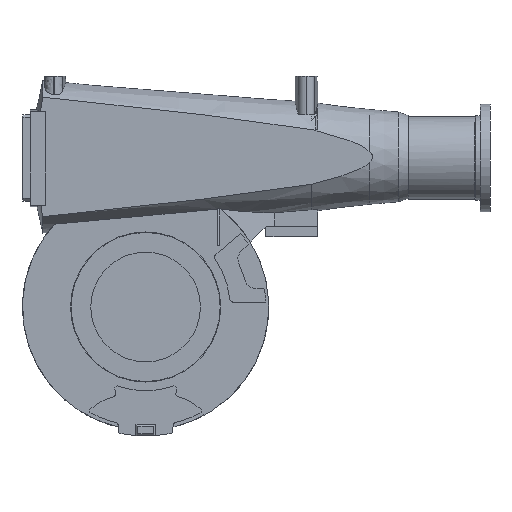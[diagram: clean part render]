
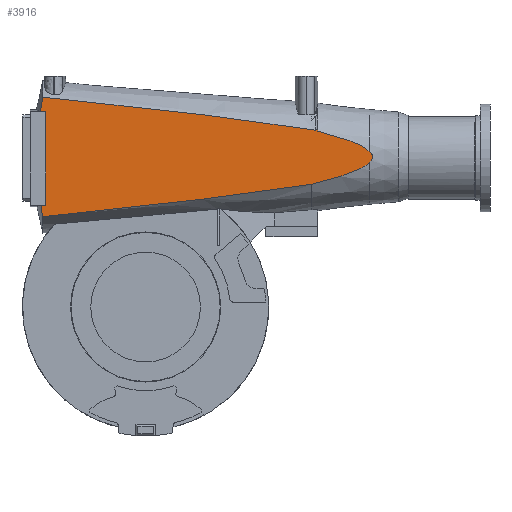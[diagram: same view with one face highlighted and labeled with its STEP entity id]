
A CAD part, front view. The second image highlights one B-rep face of the part: STEP entity #3916.
In plain terms, the highlighted planar face has unit normal (0, -1, 0).
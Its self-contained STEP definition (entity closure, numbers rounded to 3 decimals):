
#48=PLANE('',#4170);
#239=LINE('',#5793,#653);
#240=LINE('',#5795,#654);
#241=LINE('',#5797,#655);
#242=LINE('',#5808,#656);
#653=VECTOR('',#4567,10.);
#654=VECTOR('',#4568,10.);
#655=VECTOR('',#4569,10.);
#656=VECTOR('',#4570,10.);
#1075=FACE_OUTER_BOUND('',#1297,.T.);
#1297=EDGE_LOOP('',(#2784,#2785,#2786,#2787,#2788,#2789,#2790,#2791,#2792,
#2793,#2794,#2795));
#1683=(
BOUNDED_CURVE()
B_SPLINE_CURVE(2,(#5571,#5572,#5573),.UNSPECIFIED.,.F.,.F.)
B_SPLINE_CURVE_WITH_KNOTS((3,3),(1.014,6.637),
 .UNSPECIFIED.)
CURVE()
GEOMETRIC_REPRESENTATION_ITEM()
RATIONAL_B_SPLINE_CURVE((1.022,1.079,1.091))
REPRESENTATION_ITEM('')
);
#1684=(
BOUNDED_CURVE()
B_SPLINE_CURVE(2,(#5579,#5580,#5581),.UNSPECIFIED.,.F.,.F.)
B_SPLINE_CURVE_WITH_KNOTS((3,3),(9.612,15.587),
 .UNSPECIFIED.)
CURVE()
GEOMETRIC_REPRESENTATION_ITEM()
RATIONAL_B_SPLINE_CURVE((1.091,1.078,1.015))
REPRESENTATION_ITEM('')
);
#1688=(
BOUNDED_CURVE()
B_SPLINE_CURVE(2,(#5781,#5782,#5783),.UNSPECIFIED.,.F.,.F.)
B_SPLINE_CURVE_WITH_KNOTS((3,3),(1.258,1.547),
 .UNSPECIFIED.)
CURVE()
GEOMETRIC_REPRESENTATION_ITEM()
RATIONAL_B_SPLINE_CURVE((1.006,1.006,1.006))
REPRESENTATION_ITEM('')
);
#1689=(
BOUNDED_CURVE()
B_SPLINE_CURVE(2,(#5785,#5786,#5787),.UNSPECIFIED.,.F.,.F.)
B_SPLINE_CURVE_WITH_KNOTS((3,3),(2.04,30.239),
 .UNSPECIFIED.)
CURVE()
GEOMETRIC_REPRESENTATION_ITEM()
RATIONAL_B_SPLINE_CURVE((1.005,1.037,1.002))
REPRESENTATION_ITEM('')
);
#1690=(
BOUNDED_CURVE()
B_SPLINE_CURVE(2,(#5789,#5790,#5791),.UNSPECIFIED.,.F.,.F.)
B_SPLINE_CURVE_WITH_KNOTS((3,3),(3.903,5.444),
 .UNSPECIFIED.)
CURVE()
GEOMETRIC_REPRESENTATION_ITEM()
RATIONAL_B_SPLINE_CURVE((1.463,1.539,1.602))
REPRESENTATION_ITEM('')
);
#1691=(
BOUNDED_CURVE()
B_SPLINE_CURVE(2,(#5799,#5800,#5801),.UNSPECIFIED.,.F.,.F.)
B_SPLINE_CURVE_WITH_KNOTS((3,3),(21.097,22.297),
 .UNSPECIFIED.)
CURVE()
GEOMETRIC_REPRESENTATION_ITEM()
RATIONAL_B_SPLINE_CURVE((1.573,1.522,1.463))
REPRESENTATION_ITEM('')
);
#1692=(
BOUNDED_CURVE()
B_SPLINE_CURVE(2,(#5802,#5803,#5804),.UNSPECIFIED.,.F.,.F.)
B_SPLINE_CURVE_WITH_KNOTS((3,3),(0.876,28.728),
 .UNSPECIFIED.)
CURVE()
GEOMETRIC_REPRESENTATION_ITEM()
RATIONAL_B_SPLINE_CURVE((1.002,1.036,1.005))
REPRESENTATION_ITEM('')
);
#1693=(
BOUNDED_CURVE()
B_SPLINE_CURVE(2,(#5805,#5806,#5807),.UNSPECIFIED.,.F.,.F.)
B_SPLINE_CURVE_WITH_KNOTS((3,3),(1.077,2.869),
 .UNSPECIFIED.)
CURVE()
GEOMETRIC_REPRESENTATION_ITEM()
RATIONAL_B_SPLINE_CURVE((1.011,1.017,1.011))
REPRESENTATION_ITEM('')
);
#1717=VERTEX_POINT('',#5568);
#1718=VERTEX_POINT('',#5570);
#1720=VERTEX_POINT('',#5576);
#1721=VERTEX_POINT('',#5578);
#1785=VERTEX_POINT('',#5779);
#1786=VERTEX_POINT('',#5780);
#1787=VERTEX_POINT('',#5784);
#1788=VERTEX_POINT('',#5788);
#1789=VERTEX_POINT('',#5792);
#1790=VERTEX_POINT('',#5794);
#1791=VERTEX_POINT('',#5796);
#1792=VERTEX_POINT('',#5798);
#2114=EDGE_CURVE('',#1717,#1718,#1683,.T.);
#2117=EDGE_CURVE('',#1720,#1721,#1684,.T.);
#2184=EDGE_CURVE('',#1785,#1786,#1688,.F.);
#2185=EDGE_CURVE('',#1787,#1785,#1689,.F.);
#2186=EDGE_CURVE('',#1787,#1788,#1690,.T.);
#2187=EDGE_CURVE('',#1789,#1788,#239,.F.);
#2188=EDGE_CURVE('',#1790,#1789,#240,.T.);
#2189=EDGE_CURVE('',#1791,#1790,#241,.F.);
#2190=EDGE_CURVE('',#1791,#1792,#1691,.T.);
#2191=EDGE_CURVE('',#1721,#1792,#1692,.F.);
#2192=EDGE_CURVE('',#1718,#1720,#1693,.F.);
#2193=EDGE_CURVE('',#1717,#1786,#242,.F.);
#2784=ORIENTED_EDGE('',*,*,#2184,.F.);
#2785=ORIENTED_EDGE('',*,*,#2185,.F.);
#2786=ORIENTED_EDGE('',*,*,#2186,.T.);
#2787=ORIENTED_EDGE('',*,*,#2187,.F.);
#2788=ORIENTED_EDGE('',*,*,#2188,.F.);
#2789=ORIENTED_EDGE('',*,*,#2189,.F.);
#2790=ORIENTED_EDGE('',*,*,#2190,.T.);
#2791=ORIENTED_EDGE('',*,*,#2191,.F.);
#2792=ORIENTED_EDGE('',*,*,#2117,.F.);
#2793=ORIENTED_EDGE('',*,*,#2192,.F.);
#2794=ORIENTED_EDGE('',*,*,#2114,.F.);
#2795=ORIENTED_EDGE('',*,*,#2193,.T.);
#3916=ADVANCED_FACE('',(#1075),#48,.T.);
#4170=AXIS2_PLACEMENT_3D('',#5778,#4565,#4566);
#4565=DIRECTION('center_axis',(0.,-1.,0.));
#4566=DIRECTION('ref_axis',(0.,0.,-1.));
#4567=DIRECTION('',(1.,0.,0.));
#4568=DIRECTION('',(0.,0.,1.));
#4569=DIRECTION('',(-1.,0.,0.));
#4570=DIRECTION('',(0.,0.,-1.));
#5568=CARTESIAN_POINT('',(479.,-49.,1497.893));
#5570=CARTESIAN_POINT('',(532.849,-49.,1476.273));
#5571=CARTESIAN_POINT('Ctrl Pts',(479.,-49.,1497.893));
#5572=CARTESIAN_POINT('Ctrl Pts',(524.022,-49.,1486.403));
#5573=CARTESIAN_POINT('Ctrl Pts',(532.849,-49.,1476.273));
#5576=CARTESIAN_POINT('',(532.849,-49.,1465.727));
#5578=CARTESIAN_POINT('',(472.849,-49.,1442.571));
#5579=CARTESIAN_POINT('Ctrl Pts',(532.849,-49.,1465.727));
#5580=CARTESIAN_POINT('Ctrl Pts',(523.462,-49.,1454.954));
#5581=CARTESIAN_POINT('Ctrl Pts',(472.849,-49.,1442.571));
#5778=CARTESIAN_POINT('Origin',(173.357,-49.,1539.399));
#5779=CARTESIAN_POINT('',(476.472,-49.,1498.844));
#5780=CARTESIAN_POINT('',(479.,-49.,1500.431));
#5781=CARTESIAN_POINT('Ctrl Pts',(479.,-49.,1500.431));
#5782=CARTESIAN_POINT('Ctrl Pts',(477.702,-49.,1499.632));
#5783=CARTESIAN_POINT('Ctrl Pts',(476.472,-49.,1498.844));
#5784=CARTESIAN_POINT('',(192.983,-49.,1533.181));
#5785=CARTESIAN_POINT('Ctrl Pts',(476.472,-49.,1498.844));
#5786=CARTESIAN_POINT('Ctrl Pts',(388.792,-49.,1513.123));
#5787=CARTESIAN_POINT('Ctrl Pts',(192.983,-49.,1533.181));
#5788=CARTESIAN_POINT('',(190.629,-49.,1518.289));
#5789=CARTESIAN_POINT('Ctrl Pts',(192.983,-49.,1533.181));
#5790=CARTESIAN_POINT('Ctrl Pts',(191.646,-49.,1525.175));
#5791=CARTESIAN_POINT('Ctrl Pts',(190.629,-49.,1518.289));
#5792=CARTESIAN_POINT('',(196.,-49.,1518.289));
#5793=CARTESIAN_POINT('',(176.278,-49.,1518.289));
#5794=CARTESIAN_POINT('',(196.,-49.,1420.711));
#5795=CARTESIAN_POINT('',(196.,-49.,1531.283));
#5796=CARTESIAN_POINT('',(191.079,-49.,1420.711));
#5797=CARTESIAN_POINT('',(176.278,-49.,1420.711));
#5798=CARTESIAN_POINT('',(192.983,-49.,1408.819));
#5799=CARTESIAN_POINT('Ctrl Pts',(191.079,-49.,1420.711));
#5800=CARTESIAN_POINT('Ctrl Pts',(191.93,-49.,1415.121));
#5801=CARTESIAN_POINT('Ctrl Pts',(192.983,-49.,1408.819));
#5802=CARTESIAN_POINT('Ctrl Pts',(192.983,-49.,1408.819));
#5803=CARTESIAN_POINT('Ctrl Pts',(385.04,-49.,1428.493));
#5804=CARTESIAN_POINT('Ctrl Pts',(472.849,-49.,1442.571));
#5805=CARTESIAN_POINT('Ctrl Pts',(532.849,-49.,1465.727));
#5806=CARTESIAN_POINT('Ctrl Pts',(539.297,-49.,1471.));
#5807=CARTESIAN_POINT('Ctrl Pts',(532.849,-49.,1476.273));
#5808=CARTESIAN_POINT('',(479.,-49.,1517.901));
